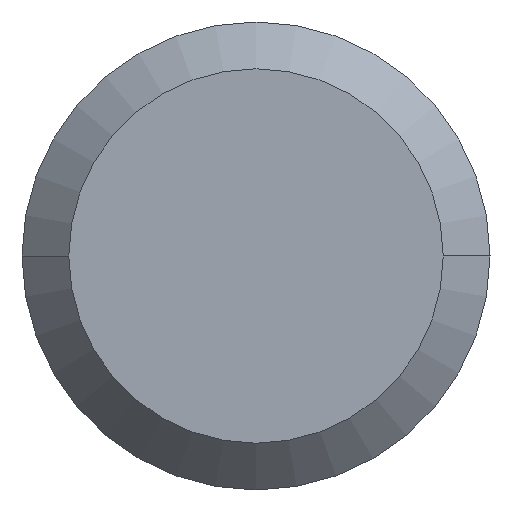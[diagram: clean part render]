
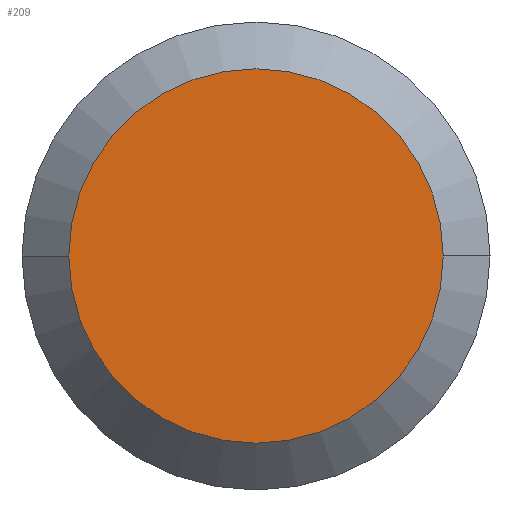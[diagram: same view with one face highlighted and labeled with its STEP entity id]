
A CAD part, left-side view. The second image highlights one B-rep face of the part: STEP entity #209.
In plain terms, the highlighted planar face has unit normal (-1, 0, 0).
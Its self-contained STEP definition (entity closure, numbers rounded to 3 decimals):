
#7 = DIRECTION ( 'NONE',  ( -1., 0., 0. ) ) ;
#14 = EDGE_CURVE ( 'NONE', #125, #243, #360, .T. ) ;
#16 = DIRECTION ( 'NONE',  ( 1., 0., 0. ) ) ;
#18 = AXIS2_PLACEMENT_3D ( 'NONE', #134, #16, #112 ) ;
#23 = DIRECTION ( 'NONE',  ( 0., -1., 0. ) ) ;
#47 = DIRECTION ( 'NONE',  ( 1., 0., 0. ) ) ;
#50 = AXIS2_PLACEMENT_3D ( 'NONE', #266, #47, #229 ) ;
#86 = CARTESIAN_POINT ( 'NONE',  ( 0., -3.2, 0. ) ) ;
#112 = DIRECTION ( 'NONE',  ( 0., 1., 0. ) ) ;
#125 = VERTEX_POINT ( 'NONE', #86 ) ;
#134 = CARTESIAN_POINT ( 'NONE',  ( 0., 0., 0. ) ) ;
#139 = PLANE ( 'NONE',  #301 ) ;
#153 = CARTESIAN_POINT ( 'NONE',  ( 0., 3.2, 0. ) ) ;
#180 = CIRCLE ( 'NONE', #18, 3.2 ) ;
#209 = ADVANCED_FACE ( 'NONE', ( #408 ), #139, .T. ) ;
#212 = ORIENTED_EDGE ( 'NONE', *, *, #369, .F. ) ;
#229 = DIRECTION ( 'NONE',  ( 0., 1., 0. ) ) ;
#243 = VERTEX_POINT ( 'NONE', #153 ) ;
#264 = ORIENTED_EDGE ( 'NONE', *, *, #14, .F. ) ;
#266 = CARTESIAN_POINT ( 'NONE',  ( 0., 0., 0. ) ) ;
#268 = EDGE_LOOP ( 'NONE', ( #212, #264 ) ) ;
#294 = CARTESIAN_POINT ( 'NONE',  ( 0., 0., 0. ) ) ;
#301 = AXIS2_PLACEMENT_3D ( 'NONE', #294, #7, #23 ) ;
#360 = CIRCLE ( 'NONE', #50, 3.2 ) ;
#369 = EDGE_CURVE ( 'NONE', #243, #125, #180, .T. ) ;
#408 = FACE_OUTER_BOUND ( 'NONE', #268, .T. ) ;
